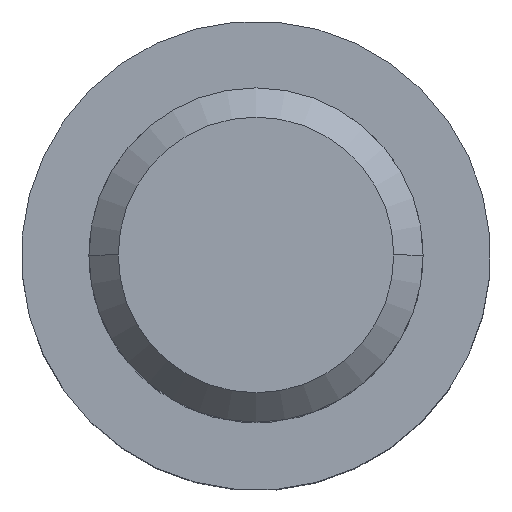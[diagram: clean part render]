
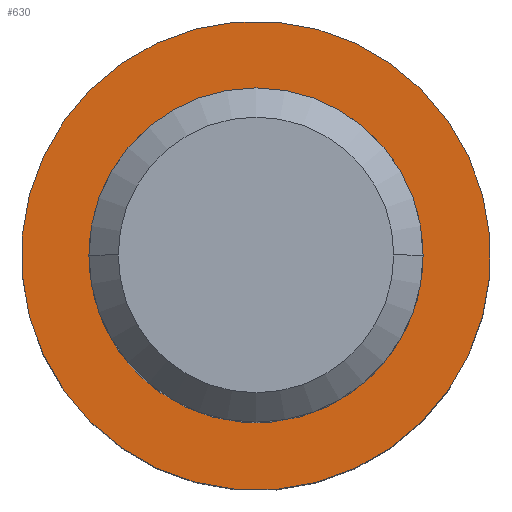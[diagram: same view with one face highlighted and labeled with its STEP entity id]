
A CAD part, top view. The second image highlights one B-rep face of the part: STEP entity #630.
In plain terms, the highlighted planar face has unit normal (0, 0, 1).
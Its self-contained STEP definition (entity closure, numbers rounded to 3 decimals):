
#3 = VERTEX_POINT ( 'NONE', #321 ) ;
#26 = CARTESIAN_POINT ( 'NONE',  ( 0., 0., 6. ) ) ;
#51 = CARTESIAN_POINT ( 'NONE',  ( 0., 0., 6. ) ) ;
#74 = EDGE_LOOP ( 'NONE', ( #380, #624 ) ) ;
#77 = CARTESIAN_POINT ( 'NONE',  ( 0., 0., 6. ) ) ;
#96 = DIRECTION ( 'NONE',  ( 1., 0., 0. ) ) ;
#104 = CIRCLE ( 'NONE', #272, 2.85 ) ;
#118 = CARTESIAN_POINT ( 'NONE',  ( 2.85, 0., 6. ) ) ;
#129 = CIRCLE ( 'NONE', #401, 4. ) ;
#163 = VERTEX_POINT ( 'NONE', #246 ) ;
#172 = FACE_OUTER_BOUND ( 'NONE', #408, .T. ) ;
#210 = CARTESIAN_POINT ( 'NONE',  ( 0., 0., 6. ) ) ;
#215 = DIRECTION ( 'NONE',  ( 0., 0., 1. ) ) ;
#227 = EDGE_CURVE ( 'NONE', #483, #3, #535, .T. ) ;
#246 = CARTESIAN_POINT ( 'NONE',  ( 4., 0., 6. ) ) ;
#249 = AXIS2_PLACEMENT_3D ( 'NONE', #309, #489, #96 ) ;
#272 = AXIS2_PLACEMENT_3D ( 'NONE', #51, #215, #623 ) ;
#301 = EDGE_CURVE ( 'NONE', #163, #317, #538, .T. ) ;
#309 = CARTESIAN_POINT ( 'NONE',  ( 0., 0., 6. ) ) ;
#317 = VERTEX_POINT ( 'NONE', #406 ) ;
#321 = CARTESIAN_POINT ( 'NONE',  ( -2.85, 0., 6. ) ) ;
#344 = AXIS2_PLACEMENT_3D ( 'NONE', #210, #389, #503 ) ;
#346 = EDGE_CURVE ( 'NONE', #317, #163, #129, .T. ) ;
#357 = ORIENTED_EDGE ( 'NONE', *, *, #346, .T. ) ;
#380 = ORIENTED_EDGE ( 'NONE', *, *, #486, .F. ) ;
#389 = DIRECTION ( 'NONE',  ( 0., 0., 1. ) ) ;
#391 = DIRECTION ( 'NONE',  ( 0., 0., 1. ) ) ;
#401 = AXIS2_PLACEMENT_3D ( 'NONE', #77, #444, #626 ) ;
#406 = CARTESIAN_POINT ( 'NONE',  ( -4., 0., 6. ) ) ;
#408 = EDGE_LOOP ( 'NONE', ( #357, #664 ) ) ;
#434 = PLANE ( 'NONE',  #523 ) ;
#444 = DIRECTION ( 'NONE',  ( 0., 0., 1. ) ) ;
#483 = VERTEX_POINT ( 'NONE', #118 ) ;
#486 = EDGE_CURVE ( 'NONE', #3, #483, #104, .T. ) ;
#489 = DIRECTION ( 'NONE',  ( 0., 0., 1. ) ) ;
#495 = DIRECTION ( 'NONE',  ( 1., 0., 0. ) ) ;
#503 = DIRECTION ( 'NONE',  ( 1., 0., 0. ) ) ;
#523 = AXIS2_PLACEMENT_3D ( 'NONE', #26, #391, #495 ) ;
#535 = CIRCLE ( 'NONE', #249, 2.85 ) ;
#538 = CIRCLE ( 'NONE', #344, 4. ) ;
#623 = DIRECTION ( 'NONE',  ( 1., 0., 0. ) ) ;
#624 = ORIENTED_EDGE ( 'NONE', *, *, #227, .F. ) ;
#626 = DIRECTION ( 'NONE',  ( 1., 0., 0. ) ) ;
#630 = ADVANCED_FACE ( 'NONE', ( #172, #648 ), #434, .T. ) ;
#648 = FACE_BOUND ( 'NONE', #74, .T. ) ;
#664 = ORIENTED_EDGE ( 'NONE', *, *, #301, .T. ) ;
